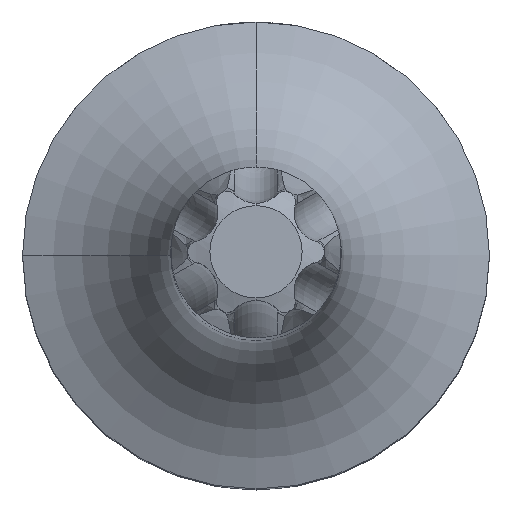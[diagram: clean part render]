
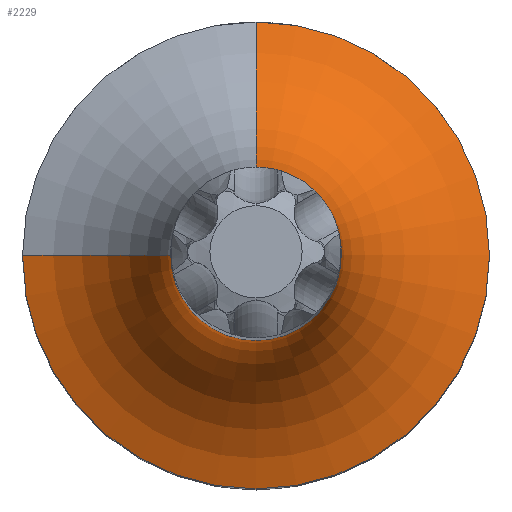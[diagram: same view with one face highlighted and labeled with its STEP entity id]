
A CAD part, top view. The second image highlights one B-rep face of the part: STEP entity #2229.
In plain terms, the highlighted toroidal (fillet/blend) face has major radius 11.45 mm and minor radius 8 mm.
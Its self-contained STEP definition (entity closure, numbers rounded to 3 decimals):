
#67=CARTESIAN_POINT('',(0.,0.,15.5));
#68=DIRECTION('',(0.,0.,1.));
#69=DIRECTION('',(1.,0.,0.));
#70=AXIS2_PLACEMENT_3D('',#67,#68,#69);
#462=CARTESIAN_POINT('',(0.,0.,23.246));
#463=DIRECTION('',(0.,0.,1.));
#464=DIRECTION('',(0.,-1.,0.));
#465=AXIS2_PLACEMENT_3D('',#462,#463,#464);
#467=CARTESIAN_POINT('',(0.,0.,15.5));
#468=DIRECTION('',(0.,0.,-1.));
#469=DIRECTION('',(1.,0.,0.));
#470=AXIS2_PLACEMENT_3D('',#467,#468,#469);
#472=CARTESIAN_POINT('',(-11.45,0.,23.246));
#473=DIRECTION('',(0.,-1.,0.));
#474=DIRECTION('',(0.25,0.,-0.968));
#475=AXIS2_PLACEMENT_3D('',#472,#473,#474);
#1106=CARTESIAN_POINT('',(0.,0.,23.246));
#1107=DIRECTION('',(0.,0.,1.));
#1108=DIRECTION('',(-1.,0.,0.));
#1109=AXIS2_PLACEMENT_3D('',#1106,#1107,#1108);
#1219=CARTESIAN_POINT('',(0.,11.45,23.246));
#1220=DIRECTION('',(-1.,0.,0.));
#1221=DIRECTION('',(0.,-0.25,-0.968));
#1222=AXIS2_PLACEMENT_3D('',#1219,#1220,#1221);
#1633=CARTESIAN_POINT('',(9.45,0.,15.5));
#1634=CARTESIAN_POINT('',(0.,9.45,15.5));
#1635=VERTEX_POINT('',#1633);
#1636=VERTEX_POINT('',#1634);
#1637=CARTESIAN_POINT('',(-9.45,0.,15.5));
#1638=VERTEX_POINT('',#1637);
#1639=CARTESIAN_POINT('',(0.,3.45,23.246));
#1640=CARTESIAN_POINT('',(-3.45,0.,23.246));
#1641=VERTEX_POINT('',#1639);
#1642=VERTEX_POINT('',#1640);
#1643=CARTESIAN_POINT('',(0.,-3.45,23.246));
#1644=VERTEX_POINT('',#1643);
#2212=CARTESIAN_POINT('',(0.,0.,23.246));
#2213=DIRECTION('',(0.,0.,1.));
#2214=DIRECTION('',(-0.046,-0.999,0.));
#2215=AXIS2_PLACEMENT_3D('',#2212,#2213,#2214);
#2216=TOROIDAL_SURFACE('',#2215,11.45,8.);
#2218=ORIENTED_EDGE('',*,*,#2217,.T.);
#2220=ORIENTED_EDGE('',*,*,#2219,.F.);
#2221=ORIENTED_EDGE('',*,*,#1822,.F.);
#2222=ORIENTED_EDGE('',*,*,#2166,.T.);
#2224=ORIENTED_EDGE('',*,*,#2223,.T.);
#2226=ORIENTED_EDGE('',*,*,#2225,.T.);
#2227=EDGE_LOOP('',(#2218,#2220,#2221,#2222,#2224,#2226));
#2228=FACE_OUTER_BOUND('',#2227,.F.);
#2229=ADVANCED_FACE('',(#2228),#2216,.F.);
#71=CIRCLE('',#70,9.45);
#466=CIRCLE('',#465,3.45);
#471=CIRCLE('',#470,9.45);
#476=CIRCLE('',#475,8.);
#1110=CIRCLE('',#1109,3.45);
#1223=CIRCLE('',#1222,8.);
#1822=EDGE_CURVE('',#1635,#1636,#71,.T.);
#2166=EDGE_CURVE('',#1635,#1638,#471,.T.);
#2217=EDGE_CURVE('',#1644,#1641,#466,.T.);
#2219=EDGE_CURVE('',#1636,#1641,#1223,.T.);
#2223=EDGE_CURVE('',#1638,#1642,#476,.T.);
#2225=EDGE_CURVE('',#1642,#1644,#1110,.T.);
